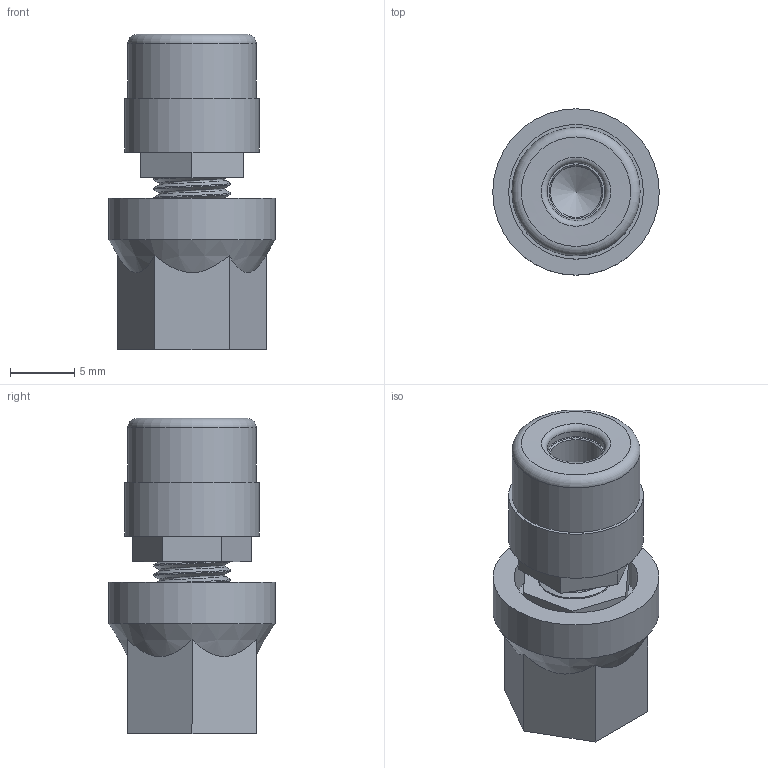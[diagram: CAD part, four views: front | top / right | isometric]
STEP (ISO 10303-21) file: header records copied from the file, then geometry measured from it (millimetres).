
FILE_DESCRIPTION(/* description */ (''),/* implementation_level */ '2;1');
FILE_NAME(/* name */ '5f63dd97f8ab6215e010ee75',/* time_stamp */ '2020-09-17T22:05:12+00:00',/* author */ (''),/* organization */ (''),/* preprocessor_version */ 'ST-DEVELOPER v16.7',/* originating_system */ $,/* authorisation */ $);
FILE_SCHEMA (('AUTOMOTIVE_DESIGN {1 0 10303 214 3 1 1}'));
Length unit declared in the file: metre
Products named in the file (7): BIL20 above PCB; Distance Piece; BIL20 Assembly <1>; Counterpiece; Connector; Head; Nut
Assembly tree (7 placements, depth 3):
  BIL20 above PCB
    Distance Piece
    BIL20 Assembly <1>
      Counterpiece
      Connector
      Head
      Nut  x2
Bounding box: 12.97 x 12.97 x 24.57 mm (x, y, z)
Volume: 1728.5 mm3; surface area: 2862.3 mm2
Topology: 6 solids, 6 shells, 76 faces, 169 edges, 109 vertices
Faces by surface type: plane 38, cylinder 16, bspline 14, cone 6, torus 2
Full cylindrical faces by diameter (mm): 3 x1, 3.4 x1, 4 x1, 4.5 x1, 6 x2, 7.8 x1, 8 x1, 9.638 x1, 10 x1, 10.5 x1, 12.97 x1
Entity records: 9623 total; most frequent: CARTESIAN_POINT 8253, DIRECTION 232, ORIENTED_EDGE 226, EDGE_CURVE 113, AXIS2_PLACEMENT_3D 97, FACE_BOUND 94, EDGE_LOOP 93, VERTEX_POINT 85
